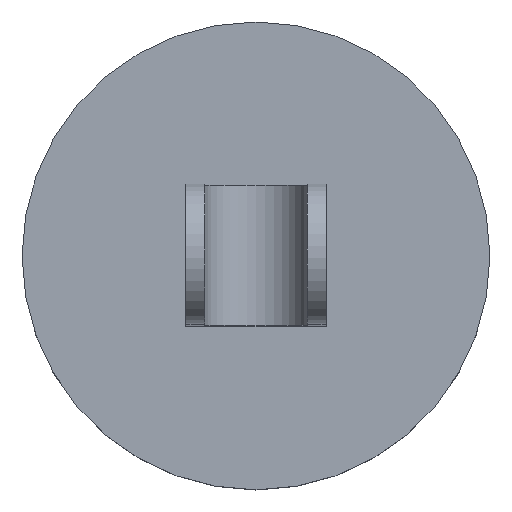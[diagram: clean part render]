
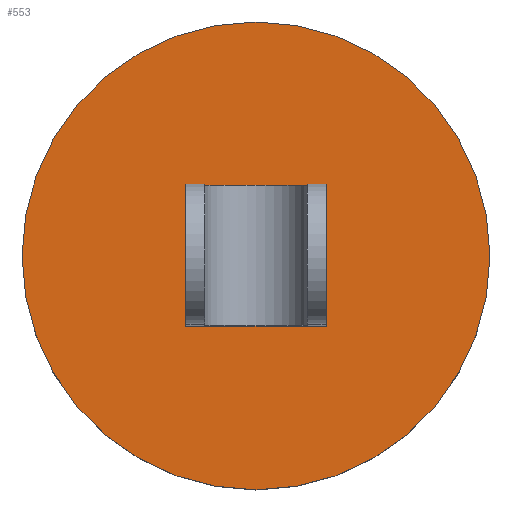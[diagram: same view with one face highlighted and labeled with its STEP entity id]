
A CAD part, top view. The second image highlights one B-rep face of the part: STEP entity #553.
In plain terms, the highlighted planar face has unit normal (0, 0, 1).
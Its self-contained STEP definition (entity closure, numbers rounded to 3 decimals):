
#2 = CARTESIAN_POINT ( 'NONE',  ( -22.5, -22.5, 30. ) ) ;
#3 = LINE ( 'NONE', #294, #295 ) ;
#16 = CARTESIAN_POINT ( 'NONE',  ( 0., 0., 30. ) ) ;
#50 = ORIENTED_EDGE ( 'NONE', *, *, #354, .F. ) ;
#51 = VECTOR ( 'NONE', #342, 1000. ) ;
#52 = DIRECTION ( 'NONE',  ( 1., 0., 0. ) ) ;
#55 = PLANE ( 'NONE',  #225 ) ;
#69 = ORIENTED_EDGE ( 'NONE', *, *, #592, .T. ) ;
#86 = LINE ( 'NONE', #175, #455 ) ;
#107 = CARTESIAN_POINT ( 'NONE',  ( 0., 0., 30. ) ) ;
#108 = ORIENTED_EDGE ( 'NONE', *, *, #609, .F. ) ;
#109 = DIRECTION ( 'NONE',  ( 1., 0., 0. ) ) ;
#116 = CIRCLE ( 'NONE', #242, 75. ) ;
#129 = EDGE_LOOP ( 'NONE', ( #69, #195 ) ) ;
#134 = VERTEX_POINT ( 'NONE', #460 ) ;
#142 = VERTEX_POINT ( 'NONE', #227 ) ;
#144 = EDGE_CURVE ( 'NONE', #134, #328, #162, .T. ) ;
#153 = VERTEX_POINT ( 'NONE', #326 ) ;
#160 = FACE_BOUND ( 'NONE', #471, .T. ) ;
#162 = LINE ( 'NONE', #233, #274 ) ;
#175 = CARTESIAN_POINT ( 'NONE',  ( -22.5, -22.5, 30. ) ) ;
#185 = LINE ( 'NONE', #589, #51 ) ;
#195 = ORIENTED_EDGE ( 'NONE', *, *, #516, .T. ) ;
#212 = AXIS2_PLACEMENT_3D ( 'NONE', #309, #303, #52 ) ;
#225 = AXIS2_PLACEMENT_3D ( 'NONE', #107, #593, #109 ) ;
#227 = CARTESIAN_POINT ( 'NONE',  ( 75., 0., 30. ) ) ;
#233 = CARTESIAN_POINT ( 'NONE',  ( -22.5, 22.5, 30. ) ) ;
#242 = AXIS2_PLACEMENT_3D ( 'NONE', #16, #318, #275 ) ;
#273 = FACE_OUTER_BOUND ( 'NONE', #129, .T. ) ;
#274 = VECTOR ( 'NONE', #561, 1000. ) ;
#275 = DIRECTION ( 'NONE',  ( 1., 0., 0. ) ) ;
#294 = CARTESIAN_POINT ( 'NONE',  ( 22.5, -22.5, 30. ) ) ;
#295 = VECTOR ( 'NONE', #393, 1000. ) ;
#303 = DIRECTION ( 'NONE',  ( 0., 0., 1. ) ) ;
#309 = CARTESIAN_POINT ( 'NONE',  ( 0., 0., 30. ) ) ;
#318 = DIRECTION ( 'NONE',  ( 0., 0., 1. ) ) ;
#326 = CARTESIAN_POINT ( 'NONE',  ( -75., 0., 30. ) ) ;
#328 = VERTEX_POINT ( 'NONE', #576 ) ;
#341 = ORIENTED_EDGE ( 'NONE', *, *, #144, .F. ) ;
#342 = DIRECTION ( 'NONE',  ( 0., -1., 0. ) ) ;
#354 = EDGE_CURVE ( 'NONE', #328, #556, #185, .T. ) ;
#374 = EDGE_CURVE ( 'NONE', #535, #134, #3, .T. ) ;
#393 = DIRECTION ( 'NONE',  ( 0., 1., 0. ) ) ;
#455 = VECTOR ( 'NONE', #512, 1000. ) ;
#460 = CARTESIAN_POINT ( 'NONE',  ( 22.5, 22.5, 30. ) ) ;
#471 = EDGE_LOOP ( 'NONE', ( #608, #108, #50, #341 ) ) ;
#512 = DIRECTION ( 'NONE',  ( 1., 0., 0. ) ) ;
#516 = EDGE_CURVE ( 'NONE', #142, #153, #547, .T. ) ;
#535 = VERTEX_POINT ( 'NONE', #546 ) ;
#546 = CARTESIAN_POINT ( 'NONE',  ( 22.5, -22.5, 30. ) ) ;
#547 = CIRCLE ( 'NONE', #212, 75. ) ;
#553 = ADVANCED_FACE ( 'NONE', ( #160, #273 ), #55, .T. ) ;
#556 = VERTEX_POINT ( 'NONE', #2 ) ;
#561 = DIRECTION ( 'NONE',  ( -1., 0., 0. ) ) ;
#576 = CARTESIAN_POINT ( 'NONE',  ( -22.5, 22.5, 30. ) ) ;
#589 = CARTESIAN_POINT ( 'NONE',  ( -22.5, -22.5, 30. ) ) ;
#592 = EDGE_CURVE ( 'NONE', #153, #142, #116, .T. ) ;
#593 = DIRECTION ( 'NONE',  ( 0., 0., 1. ) ) ;
#608 = ORIENTED_EDGE ( 'NONE', *, *, #374, .F. ) ;
#609 = EDGE_CURVE ( 'NONE', #556, #535, #86, .T. ) ;
